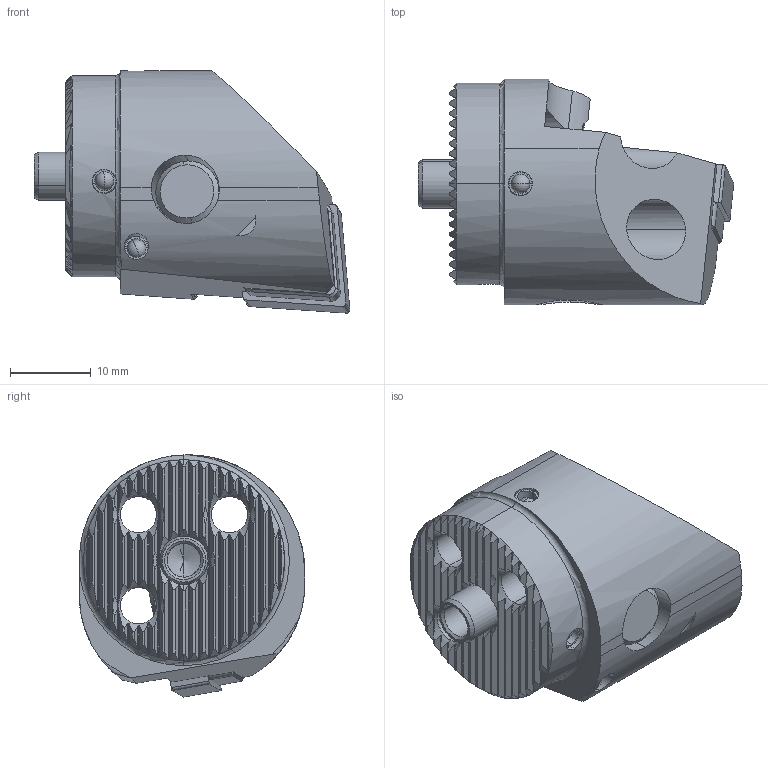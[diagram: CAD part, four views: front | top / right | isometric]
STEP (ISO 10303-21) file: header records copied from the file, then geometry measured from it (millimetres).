
FILE_DESCRIPTION (( 'STEP AP214' ), '1' );
FILE_NAME ('WK3.PCD.RLA.035.STEP', '2020-09-16T12:12:40', ( '' ), ( '' ), 'SwSTEP 2.0', 'SolidWorks 2017', '' );
FILE_SCHEMA (( 'AUTOMOTIVE_DESIGN' ));
Length unit declared in the file: millimetre
Products named in the file (10): WK3-ER1.001.006_A_Fertigbearbeitung; WCD-ER2.101.003_A; WKX-ER1.004.005_A_PreviewCfg; WK3-PCD.RLA.035_B; CNMG120404; WCD-ER1.101.000; WCD-ER4.101.017_A; WK3.PCD.RLA.035; KVT_MB_600_030; WCD-ER3.101.000_A
Assembly tree (12 placements, depth 2):
  WK3.PCD.RLA.035
    WK3-PCD.RLA.035_B
    KVT_MB_600_030  x3
    WCD-ER3.101.000_A
    CNMG120404
    WCD-ER2.101.003_A
    WCD-ER4.101.017_A
    WCD-ER1.101.000
    WKX-ER1.004.005_A_PreviewCfg  x2
    WK3-ER1.001.006_A_Fertigbearbeitung
Bounding box: 39.2 x 28 x 30.08 mm (x, y, z)
Volume: 11348.3 mm3; surface area: 8885.9 mm2
Topology: 15 solids, 15 shells, 612 faces, 1619 edges, 1009 vertices
Faces by surface type: plane 223, cylinder 199, cone 160, bspline 13, torus 11, sphere 6
Entity records: 18837 total; most frequent: CARTESIAN_POINT 5793, ORIENTED_EDGE 2852, DIRECTION 2348, EDGE_CURVE 1426, VERTEX_POINT 910, AXIS2_PLACEMENT_3D 885, VECTOR 578, LINE 578
